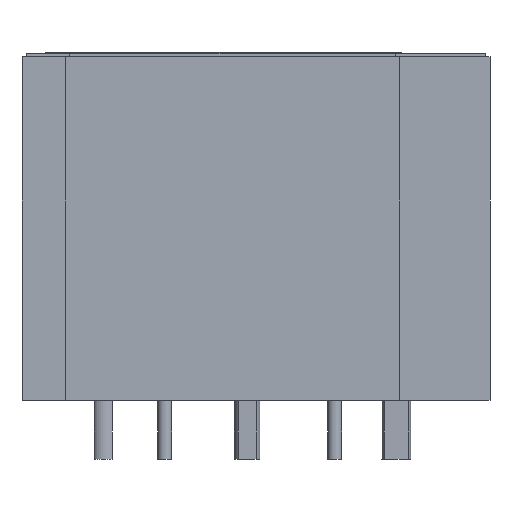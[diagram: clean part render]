
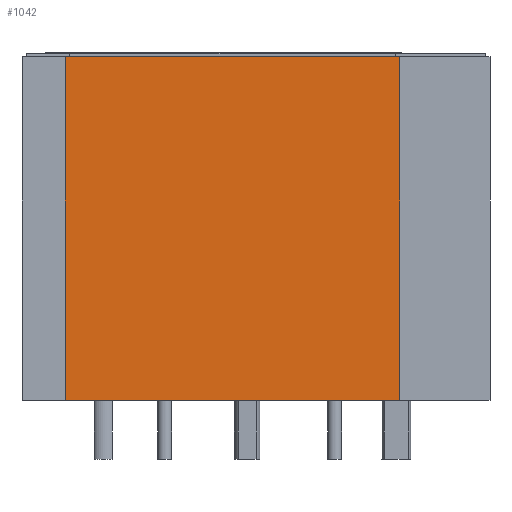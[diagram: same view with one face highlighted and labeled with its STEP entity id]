
A CAD part, front view. The second image highlights one B-rep face of the part: STEP entity #1042.
In plain terms, the highlighted planar face has unit normal (0, -1, 0).
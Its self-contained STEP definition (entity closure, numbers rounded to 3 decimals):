
#866 = VERTEX_POINT('',#867);
#867 = CARTESIAN_POINT('',(21.844,0.,0.));
#873 = EDGE_CURVE('',#866,#874,#876,.T.);
#874 = VERTEX_POINT('',#875);
#875 = CARTESIAN_POINT('',(2.515,0.,0.));
#876 = LINE('',#877,#878);
#877 = CARTESIAN_POINT('',(21.844,0.,0.));
#878 = VECTOR('',#879,1.);
#879 = DIRECTION('',(-1.,0.,0.));
#1024 = VERTEX_POINT('',#1025);
#1025 = CARTESIAN_POINT('',(21.844,0.,19.888));
#1031 = EDGE_CURVE('',#1024,#866,#1032,.T.);
#1032 = LINE('',#1033,#1034);
#1033 = CARTESIAN_POINT('',(21.844,0.,20.091));
#1034 = VECTOR('',#1035,1.);
#1035 = DIRECTION('',(0.,0.,-1.));
#1042 = ADVANCED_FACE('',(#1043),#1061,.T.);
#1043 = FACE_BOUND('',#1044,.T.);
#1044 = EDGE_LOOP('',(#1045,#1046,#1054,#1060));
#1045 = ORIENTED_EDGE('',*,*,#1031,.F.);
#1046 = ORIENTED_EDGE('',*,*,#1047,.T.);
#1047 = EDGE_CURVE('',#1024,#1048,#1050,.T.);
#1048 = VERTEX_POINT('',#1049);
#1049 = CARTESIAN_POINT('',(2.515,0.,19.888));
#1050 = LINE('',#1051,#1052);
#1051 = CARTESIAN_POINT('',(21.844,0.,19.888));
#1052 = VECTOR('',#1053,1.);
#1053 = DIRECTION('',(-1.,0.,0.));
#1054 = ORIENTED_EDGE('',*,*,#1055,.T.);
#1055 = EDGE_CURVE('',#1048,#874,#1056,.T.);
#1056 = LINE('',#1057,#1058);
#1057 = CARTESIAN_POINT('',(2.515,0.,20.091));
#1058 = VECTOR('',#1059,1.);
#1059 = DIRECTION('',(0.,0.,-1.));
#1060 = ORIENTED_EDGE('',*,*,#873,.F.);
#1061 = PLANE('',#1062);
#1062 = AXIS2_PLACEMENT_3D('',#1063,#1064,#1065);
#1063 = CARTESIAN_POINT('',(21.844,0.,20.091));
#1064 = DIRECTION('',(0.,-1.,0.));
#1065 = DIRECTION('',(1.,0.,0.));
